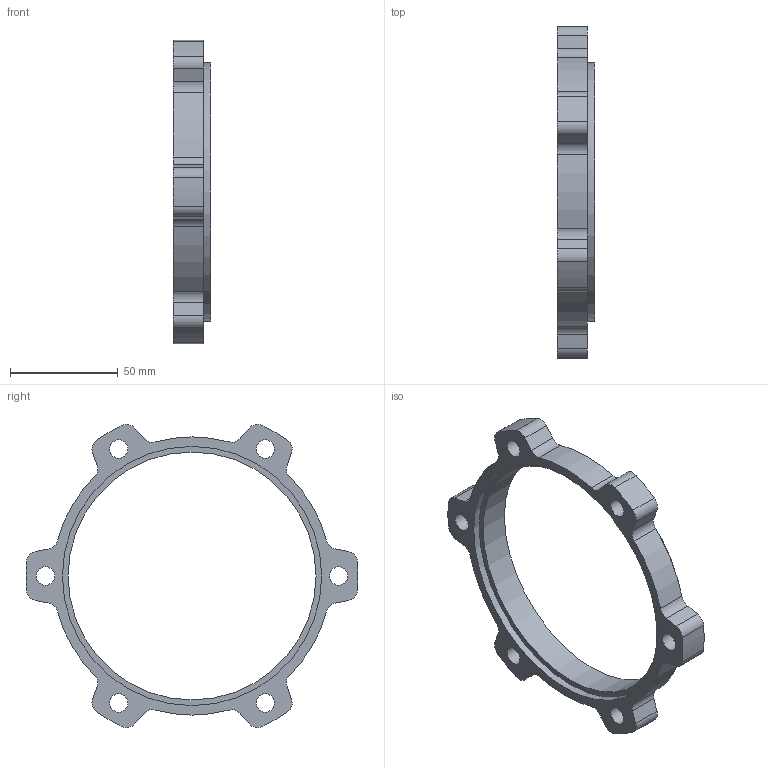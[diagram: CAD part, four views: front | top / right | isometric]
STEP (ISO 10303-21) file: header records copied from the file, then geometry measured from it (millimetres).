
FILE_DESCRIPTION(('FreeCAD Model'),'2;1');
FILE_NAME('Entretoise disque de frein v2b.step','2019-09-25T23:12:01',('Author'),(''), 'Open CASCADE STEP processor 7.3','FreeCAD','Unknown');
FILE_SCHEMA(('AUTOMOTIVE_DESIGN { 1 0 10303 214 1 1 1 1 }'));
Length unit declared in the file: millimetre
Products named in the file (1): Body
Bounding box: 17.5 x 153.97 x 140.62 mm (x, y, z)
Volume: 57658.5 mm3; surface area: 25388.6 mm2
Topology: 1 solids, 1 shells, 62 faces, 174 edges, 116 vertices
Faces by surface type: cylinder 46, plane 16
Full cylindrical faces by diameter (mm): 8.5 x6, 115 x1, 120 x1, 120.2 x1
Entity records: 4475 total; most frequent: CARTESIAN_POINT 929, DIRECTION 702, ORIENTED_EDGE 348, PCURVE 348, DEFINITIONAL_REPRESENTATION 348, LINE 338, VECTOR 338, EDGE_CURVE 174
